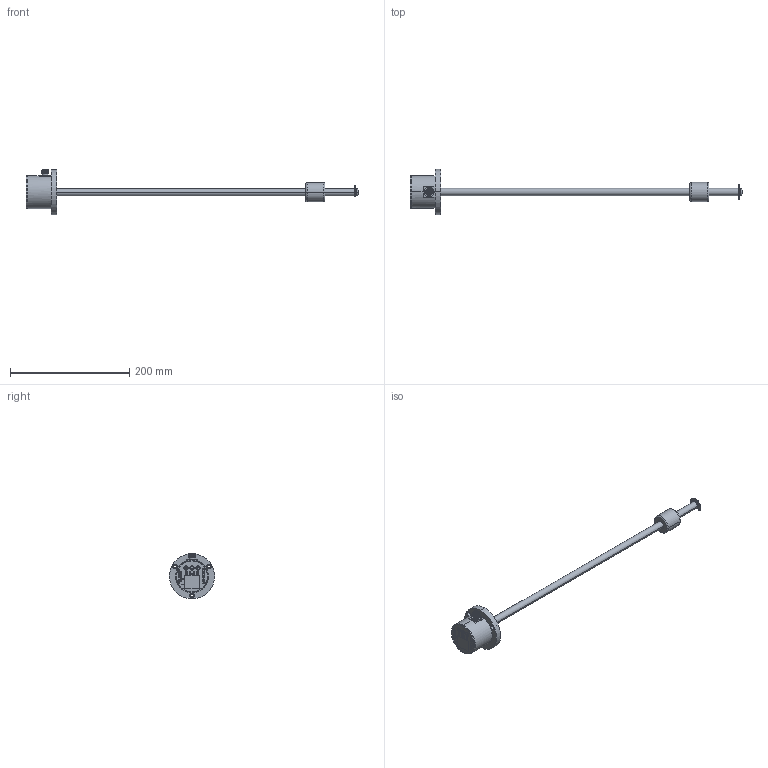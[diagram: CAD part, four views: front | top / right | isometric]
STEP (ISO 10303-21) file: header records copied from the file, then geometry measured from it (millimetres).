
FILE_DESCRIPTION (( 'STEP AP203' ), '1' );
FILE_NAME ('LT400-L0500NM.STEP', '2021-08-11T05:59:20', ( '' ), ( '' ), 'SwSTEP 2.0', 'SolidWorks 2018', '' );
FILE_SCHEMA (( 'CONFIG_CONTROL_DESIGN' ));
Length unit declared in the file: millimetre
Products named in the file (9): LT400-01-3D.stp; LT400-02-3D.stp; NBR-32X32-14D5.stp; 12X1XL500-3D.stp; LT400-L0500NM; LT400-WK-3D_ASM.stp; KYF12J8Z-M12-O-Q.stp; LT400-L0500NM.stp; E-11-24-1D2.stp
Assembly tree (8 placements, depth 4):
  LT400-L0500NM
    LT400-L0500NM.stp
      LT400-WK-3D_ASM.stp
        LT400-02-3D.stp
        LT400-01-3D.stp
        KYF12J8Z-M12-O-Q.stp
      12X1XL500-3D.stp
      E-11-24-1D2.stp
      NBR-32X32-14D5.stp
Bounding box: 557 x 76 x 77 mm (x, y, z)
Volume: 216503.1 mm3; surface area: 55713.5 mm2
Topology: 9 solids, 9 shells, 1579 faces, 4262 edges, 2821 vertices
Faces by surface type: plane 1284, cylinder 179, bspline 66, cone 46, torus 4
Entity records: 56402 total; most frequent: CARTESIAN_POINT 15717, ORIENTED_EDGE 8524, DIRECTION 7644, EDGE_CURVE 4262, VECTOR 3654, LINE 3654, VERTEX_POINT 2821, AXIS2_PLACEMENT_3D 1995
